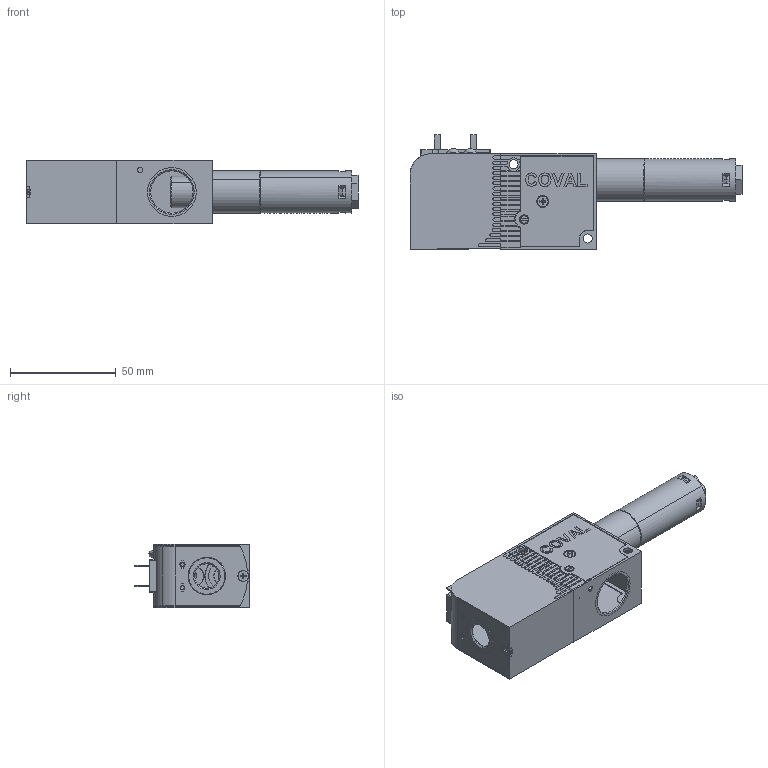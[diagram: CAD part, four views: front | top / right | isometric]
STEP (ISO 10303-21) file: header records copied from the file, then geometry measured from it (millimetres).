
FILE_DESCRIPTION(('STEP AP214'),'1');
FILE_NAME('COVAL_GVPD12NS14E1.stp','2017-12-28T07:57:34',('TraceParts'),('TraceParts S.A.'),'Spatial InterOp 3D',' ',' ');
FILE_SCHEMA(('automotive_design'));
Length unit declared in the file: millimetre
Products named in the file (4): COVAL_GVPD12NS14E1_1; COVAL_GVPD12NS14E1_2; COVAL_GVPD12NS14E1_3; COVAL_GVPD12NS14E1_4
Bounding box: 156.8 x 54 x 30 mm (x, y, z)
Volume: 37770.1 mm3; surface area: 54807.1 mm2
Topology: 50 solids, 54 shells, 2266 faces, 5760 edges, 3634 vertices
Faces by surface type: plane 1079, cylinder 536, cone 218, bspline 181, sphere 142, torus 110
Entity records: 107479 total; most frequent: CARTESIAN_POINT 35435, ORIENTED_EDGE 11480, DIRECTION 10690, EDGE_CURVE 5740, AXIS2_PLACEMENT_3D 3799, VERTEX_POINT 3634, LINE 3092, VECTOR 3092
